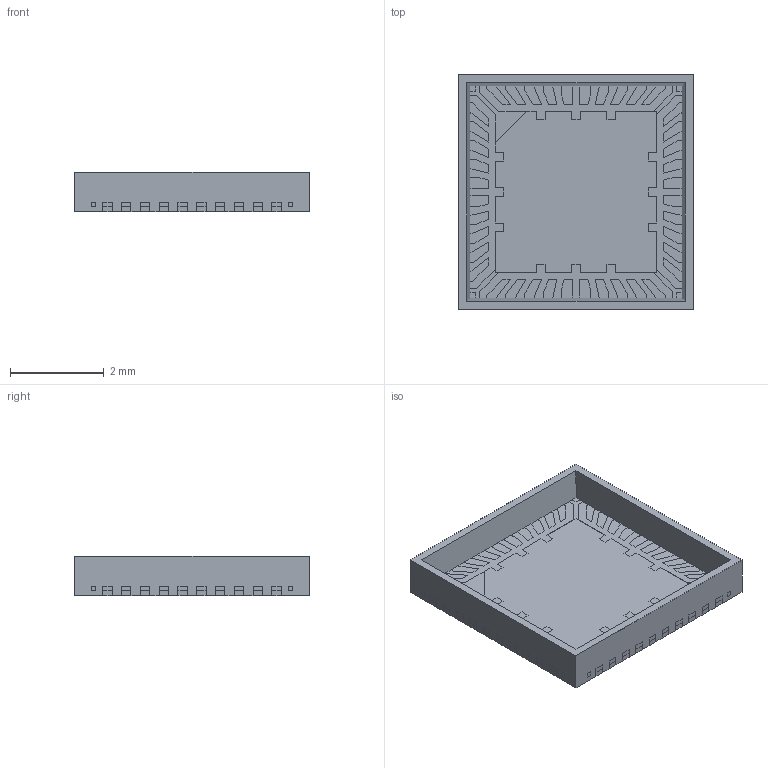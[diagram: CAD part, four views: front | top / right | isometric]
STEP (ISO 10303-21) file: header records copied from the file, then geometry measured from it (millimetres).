
FILE_DESCRIPTION (( 'STEP AP214' ), '1' );
FILE_NAME ('5x5_40_4.STEP', '2013-08-15T17:55:22', ( 'sw2011vm-Admin' ), ( '' ), 'SwSTEP 2.0', 'SolidWorks 2012', '' );
FILE_SCHEMA (( 'AUTOMOTIVE_DESIGN' ));
Length unit declared in the file: inch
Products named in the file (3): 5x5_40_4; 5x5_40_.4_metal; 5x5_40_.4_mold
Assembly tree (2 placements, depth 2):
  5x5_40_4
    5x5_40_.4_mold
    5x5_40_.4_metal
Bounding box: 5 x 5 x 0.84 mm (x, y, z)
Volume: 7.9 mm3; surface area: 117.3 mm2
Topology: 43 solids, 43 shells, 1102 faces, 3099 edges, 2004 vertices
Faces by surface type: plane 1102
Entity records: 35277 total; most frequent: CARTESIAN_POINT 6219, ORIENTED_EDGE 6198, DIRECTION 5310, EDGE_CURVE 3099, VECTOR 3096, LINE 3096, VERTEX_POINT 2004, AXIS2_PLACEMENT_3D 1107
